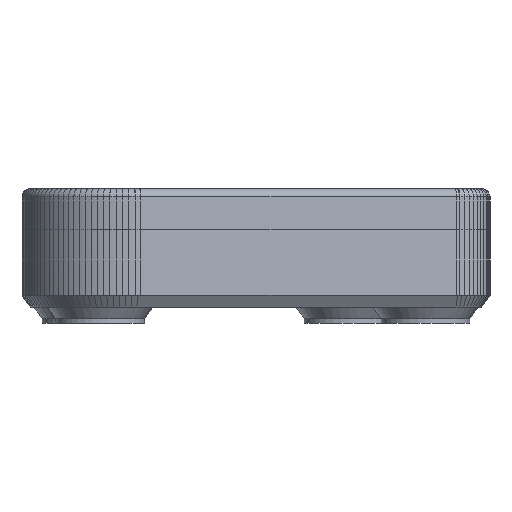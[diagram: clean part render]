
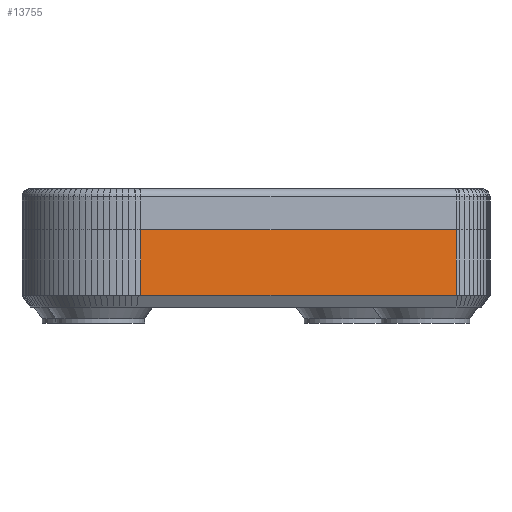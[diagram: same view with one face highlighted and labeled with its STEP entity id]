
A CAD part, left-side view. The second image highlights one B-rep face of the part: STEP entity #13755.
In plain terms, the highlighted planar face has unit normal (-0.982, -0.187, 0).
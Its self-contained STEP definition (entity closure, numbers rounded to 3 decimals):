
#976=FACE_OUTER_BOUND('',#1738,.T.);
#1738=EDGE_LOOP('',(#9714,#9715,#9716,#9717));
#2565=LINE('',#20282,#4113);
#2800=LINE('',#20922,#4348);
#2801=LINE('',#20925,#4349);
#2802=LINE('',#20926,#4350);
#4113=VECTOR('',#16005,10.);
#4348=VECTOR('',#16570,10.);
#4349=VECTOR('',#16573,10.);
#4350=VECTOR('',#16574,10.);
#5687=VERTEX_POINT('',#20279);
#5688=VERTEX_POINT('',#20281);
#5928=VERTEX_POINT('',#20920);
#5929=VERTEX_POINT('',#20924);
#7056=EDGE_CURVE('',#5688,#5687,#2565,.T.);
#7378=EDGE_CURVE('',#5928,#5687,#2800,.T.);
#7379=EDGE_CURVE('',#5929,#5928,#2801,.T.);
#7380=EDGE_CURVE('',#5688,#5929,#2802,.T.);
#9714=ORIENTED_EDGE('',*,*,#7378,.F.);
#9715=ORIENTED_EDGE('',*,*,#7379,.F.);
#9716=ORIENTED_EDGE('',*,*,#7380,.F.);
#9717=ORIENTED_EDGE('',*,*,#7056,.T.);
#13242=PLANE('',#14669);
#13755=ADVANCED_FACE('',(#976),#13242,.T.);
#14669=AXIS2_PLACEMENT_3D('',#20923,#16571,#16572);
#16005=DIRECTION('',(-0.187,0.982,0.));
#16570=DIRECTION('',(0.,0.,1.));
#16571=DIRECTION('center_axis',(-0.982,-0.187,0.));
#16572=DIRECTION('ref_axis',(0.187,-0.982,0.));
#16573=DIRECTION('',(-0.187,0.982,0.));
#16574=DIRECTION('',(0.,0.,-1.));
#20279=CARTESIAN_POINT('',(171.093,-46.224,1.6));
#20281=CARTESIAN_POINT('',(178.527,-85.353,1.6));
#20282=CARTESIAN_POINT('',(173.145,-57.023,1.6));
#20920=CARTESIAN_POINT('',(171.093,-46.224,-6.572));
#20922=CARTESIAN_POINT('',(171.093,-46.224,-8.));
#20923=CARTESIAN_POINT('Origin',(171.031,-45.901,-8.));
#20924=CARTESIAN_POINT('',(178.527,-85.353,-6.572));
#20925=CARTESIAN_POINT('',(173.145,-57.023,-6.572));
#20926=CARTESIAN_POINT('',(178.527,-85.353,-8.));
